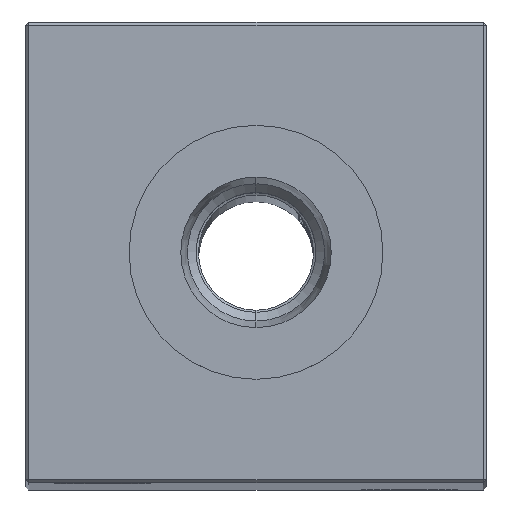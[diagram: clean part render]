
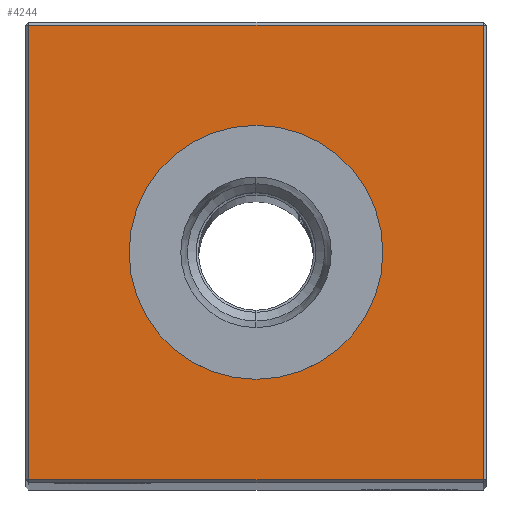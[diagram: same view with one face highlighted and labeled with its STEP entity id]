
A CAD part, top view. The second image highlights one B-rep face of the part: STEP entity #4244.
In plain terms, the highlighted planar face has unit normal (0, 0, 1).
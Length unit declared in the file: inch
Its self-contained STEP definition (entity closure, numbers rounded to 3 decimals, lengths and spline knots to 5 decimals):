
#109 = FACE_OUTER_BOUND ( 'NONE', #9445, .T. ) ;
#1566 = CARTESIAN_POINT ( 'NONE',  ( -0.74, 0.74, 13.75 ) ) ;
#2565 = EDGE_CURVE ( 'NONE', #4463, #3615, #18134, .T. ) ;
#3582 = VERTEX_POINT ( 'NONE', #24082 ) ;
#3615 = VERTEX_POINT ( 'NONE', #13801 ) ;
#3794 = DIRECTION ( 'NONE',  ( 0., 0., -1. ) ) ;
#4244 = ADVANCED_FACE ( 'NONE', ( #109, #5825 ), #14099, .F. ) ;
#4463 = VERTEX_POINT ( 'NONE', #13518 ) ;
#4738 = DIRECTION ( 'NONE',  ( -1., 0., 0. ) ) ;
#5078 = LINE ( 'NONE', #21600, #20301 ) ;
#5120 = DIRECTION ( 'NONE',  ( 1., 0., 0. ) ) ;
#5825 = FACE_BOUND ( 'NONE', #8956, .T. ) ;
#5972 = ORIENTED_EDGE ( 'NONE', *, *, #21579, .T. ) ;
#6973 = ORIENTED_EDGE ( 'NONE', *, *, #13489, .T. ) ;
#7297 = CARTESIAN_POINT ( 'NONE',  ( 0.74, -0.74, 13.75 ) ) ;
#7816 = VECTOR ( 'NONE', #12729, 39.37008 ) ;
#7832 = LINE ( 'NONE', #16111, #9561 ) ;
#8956 = EDGE_LOOP ( 'NONE', ( #5972, #19172 ) ) ;
#9285 = DIRECTION ( 'NONE',  ( 0., 1., 0. ) ) ;
#9445 = EDGE_LOOP ( 'NONE', ( #14869, #6973, #14483, #19188 ) ) ;
#9561 = VECTOR ( 'NONE', #5120, 39.37008 ) ;
#9736 = CARTESIAN_POINT ( 'NONE',  ( 0., 0., 13.75 ) ) ;
#10772 = AXIS2_PLACEMENT_3D ( 'NONE', #25447, #16940, #4738 ) ;
#11561 = LINE ( 'NONE', #15760, #14060 ) ;
#12451 = CARTESIAN_POINT ( 'NONE',  ( 0., 0., 13.75 ) ) ;
#12729 = DIRECTION ( 'NONE',  ( 0., -1., 0. ) ) ;
#13329 = EDGE_CURVE ( 'NONE', #14849, #3582, #23671, .T. ) ;
#13489 = EDGE_CURVE ( 'NONE', #3582, #25983, #7832, .T. ) ;
#13518 = CARTESIAN_POINT ( 'NONE',  ( 0., -0.41339, 13.75 ) ) ;
#13801 = CARTESIAN_POINT ( 'NONE',  ( 0., 0.41339, 13.75 ) ) ;
#14060 = VECTOR ( 'NONE', #24006, 39.37008 ) ;
#14099 = PLANE ( 'NONE',  #26468 ) ;
#14483 = ORIENTED_EDGE ( 'NONE', *, *, #15910, .T. ) ;
#14849 = VERTEX_POINT ( 'NONE', #1566 ) ;
#14869 = ORIENTED_EDGE ( 'NONE', *, *, #13329, .T. ) ;
#15760 = CARTESIAN_POINT ( 'NONE',  ( 0., 0.74, 13.75 ) ) ;
#15910 = EDGE_CURVE ( 'NONE', #25983, #17410, #5078, .T. ) ;
#16111 = CARTESIAN_POINT ( 'NONE',  ( 0., -0.74, 13.75 ) ) ;
#16940 = DIRECTION ( 'NONE',  ( 0., 0., -1. ) ) ;
#17410 = VERTEX_POINT ( 'NONE', #25342 ) ;
#18134 = CIRCLE ( 'NONE', #10772, 0.41339 ) ;
#19172 = ORIENTED_EDGE ( 'NONE', *, *, #2565, .T. ) ;
#19188 = ORIENTED_EDGE ( 'NONE', *, *, #22222, .T. ) ;
#19413 = CIRCLE ( 'NONE', #21152, 0.41339 ) ;
#20301 = VECTOR ( 'NONE', #9285, 39.37008 ) ;
#21152 = AXIS2_PLACEMENT_3D ( 'NONE', #9736, #24359, #23942 ) ;
#21579 = EDGE_CURVE ( 'NONE', #3615, #4463, #19413, .T. ) ;
#21600 = CARTESIAN_POINT ( 'NONE',  ( 0.74, 0., 13.75 ) ) ;
#22222 = EDGE_CURVE ( 'NONE', #17410, #14849, #11561, .T. ) ;
#23543 = CARTESIAN_POINT ( 'NONE',  ( -0.74, 0., 13.75 ) ) ;
#23671 = LINE ( 'NONE', #23543, #7816 ) ;
#23942 = DIRECTION ( 'NONE',  ( -1., 0., 0. ) ) ;
#24006 = DIRECTION ( 'NONE',  ( -1., 0., 0. ) ) ;
#24082 = CARTESIAN_POINT ( 'NONE',  ( -0.74, -0.74, 13.75 ) ) ;
#24359 = DIRECTION ( 'NONE',  ( 0., 0., -1. ) ) ;
#24637 = DIRECTION ( 'NONE',  ( -1., 0., 0. ) ) ;
#25342 = CARTESIAN_POINT ( 'NONE',  ( 0.74, 0.74, 13.75 ) ) ;
#25447 = CARTESIAN_POINT ( 'NONE',  ( 0., 0., 13.75 ) ) ;
#25983 = VERTEX_POINT ( 'NONE', #7297 ) ;
#26468 = AXIS2_PLACEMENT_3D ( 'NONE', #12451, #3794, #24637 ) ;
